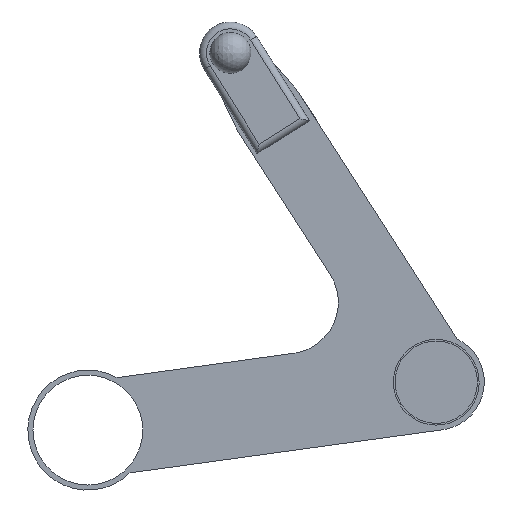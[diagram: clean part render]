
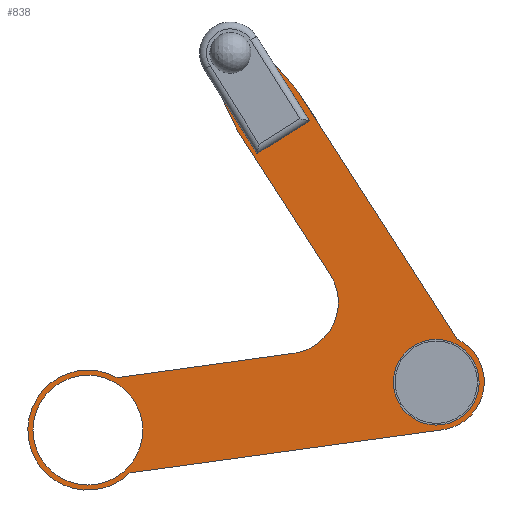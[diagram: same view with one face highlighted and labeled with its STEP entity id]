
A CAD part, front view. The second image highlights one B-rep face of the part: STEP entity #838.
In plain terms, the highlighted planar face has unit normal (0, -1, 0).
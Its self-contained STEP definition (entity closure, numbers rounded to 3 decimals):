
#38=LINE('',#1277,#115);
#55=LINE('',#1321,#132);
#72=LINE('',#1354,#149);
#83=LINE('',#1399,#160);
#88=LINE('',#1417,#165);
#89=LINE('',#1421,#166);
#90=LINE('',#1425,#167);
#91=LINE('',#1428,#168);
#92=LINE('',#1429,#169);
#115=VECTOR('',#1026,10.);
#132=VECTOR('',#1065,10.);
#149=VECTOR('',#1092,10.);
#160=VECTOR('',#1151,10.);
#165=VECTOR('',#1168,10.);
#166=VECTOR('',#1171,10.);
#167=VECTOR('',#1174,10.);
#168=VECTOR('',#1177,10.);
#169=VECTOR('',#1178,10.);
#204=FACE_BOUND('',#303,.T.);
#205=FACE_BOUND('',#304,.T.);
#246=FACE_OUTER_BOUND('',#302,.T.);
#302=EDGE_LOOP('',(#717,#718,#719,#720,#721,#722,#723,#724,#725,#726,#727,
#728));
#303=EDGE_LOOP('',(#729));
#304=EDGE_LOOP('',(#730));
#326=CIRCLE('',#884,62.5);
#345=CIRCLE('',#938,75.);
#346=CIRCLE('',#939,87.5);
#347=CIRCLE('',#940,70.);
#348=CIRCLE('',#941,80.);
#369=VERTEX_POINT('',#1256);
#373=VERTEX_POINT('',#1274);
#374=VERTEX_POINT('',#1276);
#389=VERTEX_POINT('',#1318);
#390=VERTEX_POINT('',#1320);
#401=VERTEX_POINT('',#1352);
#411=VERTEX_POINT('',#1398);
#418=VERTEX_POINT('',#1416);
#419=VERTEX_POINT('',#1418);
#420=VERTEX_POINT('',#1420);
#421=VERTEX_POINT('',#1422);
#422=VERTEX_POINT('',#1424);
#423=VERTEX_POINT('',#1427);
#424=VERTEX_POINT('',#1430);
#446=EDGE_CURVE('',#369,#369,#326,.T.);
#455=EDGE_CURVE('',#373,#374,#38,.T.);
#477=EDGE_CURVE('',#389,#390,#55,.T.);
#494=EDGE_CURVE('',#401,#389,#72,.T.);
#516=EDGE_CURVE('',#390,#411,#83,.T.);
#525=EDGE_CURVE('',#418,#401,#88,.T.);
#526=EDGE_CURVE('',#419,#418,#345,.T.);
#527=EDGE_CURVE('',#420,#419,#89,.T.);
#528=EDGE_CURVE('',#421,#420,#346,.T.);
#529=EDGE_CURVE('',#422,#421,#90,.T.);
#530=EDGE_CURVE('',#374,#422,#347,.T.);
#531=EDGE_CURVE('',#423,#373,#91,.T.);
#532=EDGE_CURVE('',#411,#423,#92,.T.);
#533=EDGE_CURVE('',#424,#424,#348,.T.);
#717=ORIENTED_EDGE('',*,*,#477,.F.);
#718=ORIENTED_EDGE('',*,*,#494,.F.);
#719=ORIENTED_EDGE('',*,*,#525,.F.);
#720=ORIENTED_EDGE('',*,*,#526,.F.);
#721=ORIENTED_EDGE('',*,*,#527,.F.);
#722=ORIENTED_EDGE('',*,*,#528,.F.);
#723=ORIENTED_EDGE('',*,*,#529,.F.);
#724=ORIENTED_EDGE('',*,*,#530,.F.);
#725=ORIENTED_EDGE('',*,*,#455,.F.);
#726=ORIENTED_EDGE('',*,*,#531,.F.);
#727=ORIENTED_EDGE('',*,*,#532,.F.);
#728=ORIENTED_EDGE('',*,*,#516,.F.);
#729=ORIENTED_EDGE('',*,*,#533,.F.);
#730=ORIENTED_EDGE('',*,*,#446,.F.);
#793=PLANE('',#937);
#838=ADVANCED_FACE('',(#246,#204,#205),#793,.F.);
#884=AXIS2_PLACEMENT_3D('',#1258,#1004,#1005);
#937=AXIS2_PLACEMENT_3D('',#1415,#1166,#1167);
#938=AXIS2_PLACEMENT_3D('',#1419,#1169,#1170);
#939=AXIS2_PLACEMENT_3D('',#1423,#1172,#1173);
#940=AXIS2_PLACEMENT_3D('',#1426,#1175,#1176);
#941=AXIS2_PLACEMENT_3D('',#1431,#1179,#1180);
#1004=DIRECTION('center_axis',(0.,-1.,0.));
#1005=DIRECTION('ref_axis',(1.,0.,0.));
#1026=DIRECTION('',(0.541,0.,-0.841));
#1065=DIRECTION('',(0.53,0.,-0.848));
#1092=DIRECTION('',(-0.433,0.,0.901));
#1151=DIRECTION('',(0.848,0.,0.53));
#1166=DIRECTION('center_axis',(0.,1.,0.));
#1167=DIRECTION('ref_axis',(0.,0.,1.));
#1168=DIRECTION('',(-0.541,0.,0.841));
#1169=DIRECTION('center_axis',(0.,-1.,0.));
#1170=DIRECTION('ref_axis',(0.136,0.,-0.991));
#1171=DIRECTION('',(0.991,0.,0.136));
#1172=DIRECTION('center_axis',(0.,1.,0.));
#1173=DIRECTION('ref_axis',(-0.485,0.,-0.874));
#1174=DIRECTION('',(-0.991,0.,-0.136));
#1175=DIRECTION('center_axis',(0.,1.,0.));
#1176=DIRECTION('ref_axis',(-0.136,0.,0.991));
#1177=DIRECTION('',(0.659,0.,-0.752));
#1178=DIRECTION('',(-0.53,0.,0.848));
#1179=DIRECTION('center_axis',(0.,-1.,0.));
#1180=DIRECTION('ref_axis',(1.,0.,0.));
#1256=CARTESIAN_POINT('',(12.057,-50.,61.326));
#1258=CARTESIAN_POINT('Origin',(0.,-50.,0.));
#1274=CARTESIAN_POINT('',(-201.734,-50.,424.322));
#1276=CARTESIAN_POINT('',(30.941,-50.,62.79));
#1277=CARTESIAN_POINT('',(-201.734,-50.,424.322));
#1318=CARTESIAN_POINT('',(-314.31,-50.,417.99));
#1320=CARTESIAN_POINT('',(-261.31,-50.,333.19));
#1321=CARTESIAN_POINT('',(-235.764,-50.,292.316));
#1352=CARTESIAN_POINT('',(-290.028,-50.,367.497));
#1354=CARTESIAN_POINT('',(-290.028,-50.,367.497));
#1398=CARTESIAN_POINT('',(-184.99,-50.,380.89));
#1399=CARTESIAN_POINT('',(-264.044,-50.,331.482));
#1415=CARTESIAN_POINT('Origin',(-239.004,-50.,115.525));
#1416=CARTESIAN_POINT('',(-154.57,-50.,157.021));
#1417=CARTESIAN_POINT('',(-154.57,-50.,157.021));
#1418=CARTESIAN_POINT('',(-207.419,-50.,42.132));
#1419=CARTESIAN_POINT('Origin',(-217.638,-50.,116.432));
#1420=CARTESIAN_POINT('',(-465.248,-50.,6.671));
#1421=CARTESIAN_POINT('',(-465.248,-50.,6.671));
#1422=CARTESIAN_POINT('',(-446.172,-50.,-132.023));
#1423=CARTESIAN_POINT('Origin',(-507.721,-50.,-69.829));
#1424=CARTESIAN_POINT('',(9.538,-50.,-69.347));
#1425=CARTESIAN_POINT('',(9.538,-50.,-69.347));
#1426=CARTESIAN_POINT('Origin',(0.,-50.,0.));
#1427=CARTESIAN_POINT('',(-237.99,-50.,465.69));
#1428=CARTESIAN_POINT('',(-237.99,-50.,465.69));
#1429=CARTESIAN_POINT('',(-159.444,-50.,340.016));
#1430=CARTESIAN_POINT('',(-587.721,-50.,-69.829));
#1431=CARTESIAN_POINT('Origin',(-507.721,-50.,-69.829));
